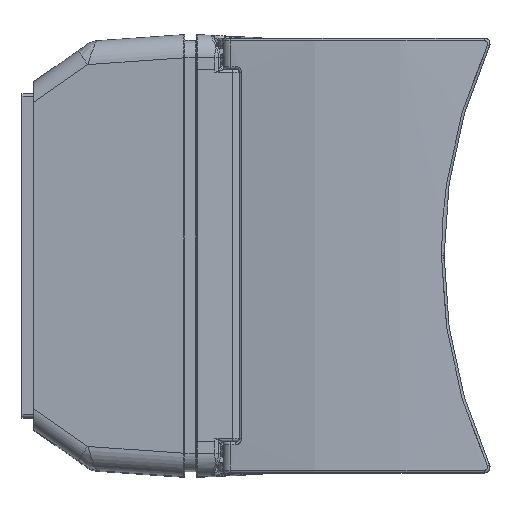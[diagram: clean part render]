
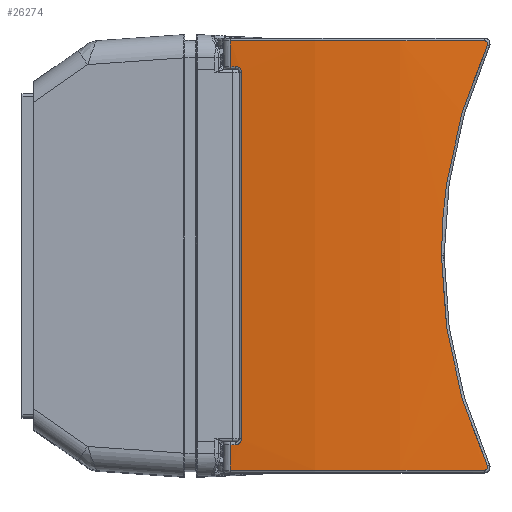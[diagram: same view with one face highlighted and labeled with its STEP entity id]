
A CAD part, top view. The second image highlights one B-rep face of the part: STEP entity #26274.
In plain terms, the highlighted cylindrical face has radius 125 mm (diameter 250 mm), a partial arc.
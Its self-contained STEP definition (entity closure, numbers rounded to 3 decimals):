
#24616=CARTESIAN_POINT('Line Origine',(35.755,18.71,48.38)) ;
#24620=CARTESIAN_POINT('Vertex',(35.755,31.5,48.38)) ;
#24622=CARTESIAN_POINT('Vertex',(35.755,-31.5,48.38)) ;
#24715=CARTESIAN_POINT('Control Point',(35.755,31.5,48.38)) ;
#24716=CARTESIAN_POINT('Control Point',(35.755,31.589,48.38)) ;
#24717=CARTESIAN_POINT('Control Point',(35.745,31.678,48.378)) ;
#24718=CARTESIAN_POINT('Control Point',(35.725,31.766,48.375)) ;
#24719=CARTESIAN_POINT('Control Point',(35.667,31.935,48.365)) ;
#24720=CARTESIAN_POINT('Control Point',(35.573,32.088,48.348)) ;
#24721=CARTESIAN_POINT('Control Point',(35.518,32.158,48.338)) ;
#24722=CARTESIAN_POINT('Control Point',(35.393,32.286,48.316)) ;
#24723=CARTESIAN_POINT('Control Point',(35.243,32.383,48.289)) ;
#24724=CARTESIAN_POINT('Control Point',(35.163,32.422,48.274)) ;
#24725=CARTESIAN_POINT('Control Point',(35.036,32.468,48.251)) ;
#24726=CARTESIAN_POINT('Control Point',(34.904,32.492,48.227)) ;
#24727=CARTESIAN_POINT('Control Point',(34.858,32.497,48.219)) ;
#24728=CARTESIAN_POINT('Control Point',(34.812,32.5,48.21)) ;
#24729=CARTESIAN_POINT('Control Point',(34.767,32.5,48.202)) ;
#24730=CARTESIAN_POINT('Vertex',(34.767,32.5,48.202)) ;
#26005=CARTESIAN_POINT('Vertex',(78.021,36.19,48.575)) ;
#26009=CARTESIAN_POINT('Control Point',(78.021,36.19,48.575)) ;
#26010=CARTESIAN_POINT('Control Point',(75.414,30.494,49.01)) ;
#26011=CARTESIAN_POINT('Control Point',(73.317,24.554,49.289)) ;
#26012=CARTESIAN_POINT('Control Point',(71.762,18.437,49.464)) ;
#26013=CARTESIAN_POINT('Control Point',(70.583,11.06,49.588)) ;
#26014=CARTESIAN_POINT('Control Point',(70.199,3.628,49.627)) ;
#26015=CARTESIAN_POINT('Control Point',(70.158,2.466,49.631)) ;
#26016=CARTESIAN_POINT('Control Point',(70.136,1.275,49.634)) ;
#26017=CARTESIAN_POINT('Control Point',(70.135,0.084,49.634)) ;
#26018=CARTESIAN_POINT('Control Point',(70.135,0.056,49.634)) ;
#26019=CARTESIAN_POINT('Control Point',(70.135,0.028,49.634)) ;
#26020=CARTESIAN_POINT('Control Point',(70.135,0.,49.634)) ;
#26021=CARTESIAN_POINT('Vertex',(70.135,0.,49.634)) ;
#26161=CARTESIAN_POINT('Vertex',(77.571,36.9,48.65)) ;
#26165=CARTESIAN_POINT('Control Point',(77.571,36.9,48.65)) ;
#26166=CARTESIAN_POINT('Control Point',(77.631,36.9,48.64)) ;
#26167=CARTESIAN_POINT('Control Point',(77.691,36.891,48.63)) ;
#26168=CARTESIAN_POINT('Control Point',(77.749,36.873,48.62)) ;
#26169=CARTESIAN_POINT('Control Point',(77.858,36.819,48.602)) ;
#26170=CARTESIAN_POINT('Control Point',(77.946,36.735,48.588)) ;
#26171=CARTESIAN_POINT('Control Point',(77.984,36.686,48.581)) ;
#26172=CARTESIAN_POINT('Control Point',(78.043,36.579,48.572)) ;
#26173=CARTESIAN_POINT('Control Point',(78.068,36.459,48.567)) ;
#26174=CARTESIAN_POINT('Control Point',(78.072,36.398,48.567)) ;
#26175=CARTESIAN_POINT('Control Point',(78.064,36.318,48.568)) ;
#26176=CARTESIAN_POINT('Control Point',(78.041,36.242,48.572)) ;
#26177=CARTESIAN_POINT('Control Point',(78.035,36.224,48.573)) ;
#26178=CARTESIAN_POINT('Control Point',(78.028,36.207,48.574)) ;
#26179=CARTESIAN_POINT('Control Point',(78.021,36.19,48.575)) ;
#26188=CARTESIAN_POINT('Axis2P3D Location',(57.457,18.189,-74.722)) ;
#26193=CARTESIAN_POINT('Line Origine',(33.804,18.189,48.02)) ;
#26197=CARTESIAN_POINT('Vertex',(33.804,32.5,48.02)) ;
#26199=CARTESIAN_POINT('Vertex',(33.804,36.9,48.02)) ;
#26202=CARTESIAN_POINT('Axis2P3D Location',(57.457,32.5,-74.722)) ;
#26208=CARTESIAN_POINT('Control Point',(35.755,-31.5,48.38)) ;
#26209=CARTESIAN_POINT('Control Point',(35.755,-31.893,48.38)) ;
#26210=CARTESIAN_POINT('Control Point',(35.546,-32.292,48.344)) ;
#26211=CARTESIAN_POINT('Control Point',(35.154,-32.5,48.273)) ;
#26212=CARTESIAN_POINT('Control Point',(34.767,-32.5,48.202)) ;
#26213=CARTESIAN_POINT('Vertex',(34.767,-32.5,48.202)) ;
#26216=CARTESIAN_POINT('Axis2P3D Location',(57.457,-32.5,-74.722)) ;
#26220=CARTESIAN_POINT('Vertex',(33.804,-32.5,48.02)) ;
#26223=CARTESIAN_POINT('Line Origine',(33.804,18.189,48.02)) ;
#26227=CARTESIAN_POINT('Vertex',(33.804,-36.9,48.02)) ;
#26230=CARTESIAN_POINT('Axis2P3D Location',(57.457,-36.9,-74.722)) ;
#26234=CARTESIAN_POINT('Vertex',(77.571,-36.9,48.65)) ;
#26238=CARTESIAN_POINT('Control Point',(77.571,-36.9,48.65)) ;
#26239=CARTESIAN_POINT('Control Point',(77.769,-36.9,48.617)) ;
#26240=CARTESIAN_POINT('Control Point',(77.968,-36.801,48.584)) ;
#26241=CARTESIAN_POINT('Control Point',(78.098,-36.597,48.562)) ;
#26242=CARTESIAN_POINT('Control Point',(78.104,-36.372,48.561)) ;
#26243=CARTESIAN_POINT('Control Point',(78.021,-36.19,48.575)) ;
#26244=CARTESIAN_POINT('Vertex',(78.021,-36.19,48.575)) ;
#26248=CARTESIAN_POINT('Control Point',(78.021,-36.19,48.575)) ;
#26249=CARTESIAN_POINT('Control Point',(74.145,-27.72,49.222)) ;
#26250=CARTESIAN_POINT('Control Point',(71.47,-18.673,49.499)) ;
#26251=CARTESIAN_POINT('Control Point',(70.135,-9.336,49.634)) ;
#26252=CARTESIAN_POINT('Control Point',(70.135,0.,49.634)) ;
#26254=CARTESIAN_POINT('Axis2P3D Location',(57.457,36.9,-74.722)) ;
#24617=DIRECTION('Vector Direction',(0.,1.,0.)) ;
#26189=DIRECTION('Axis2P3D Direction',(0.,1.,-0.)) ;
#26190=DIRECTION('Axis2P3D XDirection',(-0.201,0.,0.98)) ;
#26194=DIRECTION('Vector Direction',(0.,1.,0.)) ;
#26203=DIRECTION('Axis2P3D Direction',(0.,1.,-0.)) ;
#26217=DIRECTION('Axis2P3D Direction',(0.,1.,-0.)) ;
#26224=DIRECTION('Vector Direction',(0.,1.,0.)) ;
#26231=DIRECTION('Axis2P3D Direction',(0.,1.,-0.)) ;
#26255=DIRECTION('Axis2P3D Direction',(0.,1.,-0.)) ;
#26191=AXIS2_PLACEMENT_3D('Cylinder Axis2P3D',#26188,#26189,#26190) ;
#26204=AXIS2_PLACEMENT_3D('Circle Axis2P3D',#26202,#26203,$) ;
#26218=AXIS2_PLACEMENT_3D('Circle Axis2P3D',#26216,#26217,$) ;
#26232=AXIS2_PLACEMENT_3D('Circle Axis2P3D',#26230,#26231,$) ;
#26256=AXIS2_PLACEMENT_3D('Circle Axis2P3D',#26254,#26255,$) ;
#26260=ORIENTED_EDGE('',*,*,#26201,.F.) ;
#26261=ORIENTED_EDGE('',*,*,#26206,.F.) ;
#26262=ORIENTED_EDGE('',*,*,#24732,.F.) ;
#26263=ORIENTED_EDGE('',*,*,#24624,.T.) ;
#26264=ORIENTED_EDGE('',*,*,#26215,.T.) ;
#26265=ORIENTED_EDGE('',*,*,#26222,.T.) ;
#26266=ORIENTED_EDGE('',*,*,#26229,.T.) ;
#26267=ORIENTED_EDGE('',*,*,#26236,.T.) ;
#26268=ORIENTED_EDGE('',*,*,#26246,.T.) ;
#26269=ORIENTED_EDGE('',*,*,#26253,.T.) ;
#26270=ORIENTED_EDGE('',*,*,#26023,.F.) ;
#26271=ORIENTED_EDGE('',*,*,#26180,.F.) ;
#26272=ORIENTED_EDGE('',*,*,#26258,.F.) ;
#24618=VECTOR('Line Direction',#24617,1.) ;
#26195=VECTOR('Line Direction',#26194,1.) ;
#26225=VECTOR('Line Direction',#26224,1.) ;
#26274=ADVANCED_FACE('Body.10',(#26273),#26192,.T.) ;
#24714=B_SPLINE_CURVE_WITH_KNOTS('',5,(#24715,#24716,#24717,#24718,#24719,#24720,#24721,#24722,#24723,#24724,#24725,#24726,#24727,#24728,#24729),.UNSPECIFIED.,.F.,.U.,(6,3,3,3,6),(2.64,3.137,3.638,4.139,4.399),.UNSPECIFIED.) ;
#26008=B_SPLINE_CURVE_WITH_KNOTS('',5,(#26009,#26010,#26011,#26012,#26013,#26014,#26015,#26016,#26017,#26018,#26019,#26020),.UNSPECIFIED.,.F.,.U.,(6,3,3,6),(14.766,68.928,78.958,79.2),.UNSPECIFIED.) ;
#26164=B_SPLINE_CURVE_WITH_KNOTS('',5,(#26165,#26166,#26167,#26168,#26169,#26170,#26171,#26172,#26173,#26174,#26175,#26176,#26177,#26178,#26179),.UNSPECIFIED.,.F.,.U.,(6,3,3,3,6),(0.,0.428,0.857,1.285,1.417),.UNSPECIFIED.) ;
#26207=B_SPLINE_CURVE_WITH_KNOTS('',4,(#26208,#26209,#26210,#26211,#26212),.UNSPECIFIED.,.F.,.U.,(5,5),(2.64,4.399),.UNSPECIFIED.) ;
#26237=B_SPLINE_CURVE_WITH_KNOTS('',5,(#26238,#26239,#26240,#26241,#26242,#26243),.UNSPECIFIED.,.F.,.U.,(6,6),(0.,1.417),.UNSPECIFIED.) ;
#26247=B_SPLINE_CURVE_WITH_KNOTS('',4,(#26248,#26249,#26250,#26251,#26252),.UNSPECIFIED.,.F.,.U.,(5,5),(14.766,79.2),.UNSPECIFIED.) ;
#26205=CIRCLE('generated circle',#26204,125.) ;
#26219=CIRCLE('generated circle',#26218,125.) ;
#26233=CIRCLE('generated circle',#26232,125.) ;
#26257=CIRCLE('generated circle',#26256,125.) ;
#26192=CYLINDRICAL_SURFACE('generated cylinder',#26191,125.) ;
#24624=EDGE_CURVE('',#24621,#24623,#24619,.F.) ;
#24732=EDGE_CURVE('',#24621,#24731,#24714,.T.) ;
#26023=EDGE_CURVE('',#26006,#26022,#26008,.T.) ;
#26180=EDGE_CURVE('',#26162,#26006,#26164,.T.) ;
#26201=EDGE_CURVE('',#26198,#26200,#26196,.T.) ;
#26206=EDGE_CURVE('',#24731,#26198,#26205,.F.) ;
#26215=EDGE_CURVE('',#24623,#26214,#26207,.T.) ;
#26222=EDGE_CURVE('',#26214,#26221,#26219,.F.) ;
#26229=EDGE_CURVE('',#26221,#26228,#26226,.F.) ;
#26236=EDGE_CURVE('',#26228,#26235,#26233,.T.) ;
#26246=EDGE_CURVE('',#26235,#26245,#26237,.T.) ;
#26253=EDGE_CURVE('',#26245,#26022,#26247,.T.) ;
#26258=EDGE_CURVE('',#26200,#26162,#26257,.T.) ;
#26259=EDGE_LOOP('',(#26260,#26261,#26262,#26263,#26264,#26265,#26266,#26267,#26268,#26269,#26270,#26271,#26272)) ;
#26273=FACE_OUTER_BOUND('',#26259,.T.) ;
#24619=LINE('Line',#24616,#24618) ;
#26196=LINE('Line',#26193,#26195) ;
#26226=LINE('Line',#26223,#26225) ;
#24621=VERTEX_POINT('',#24620) ;
#24623=VERTEX_POINT('',#24622) ;
#24731=VERTEX_POINT('',#24730) ;
#26006=VERTEX_POINT('',#26005) ;
#26022=VERTEX_POINT('',#26021) ;
#26162=VERTEX_POINT('',#26161) ;
#26198=VERTEX_POINT('',#26197) ;
#26200=VERTEX_POINT('',#26199) ;
#26214=VERTEX_POINT('',#26213) ;
#26221=VERTEX_POINT('',#26220) ;
#26228=VERTEX_POINT('',#26227) ;
#26235=VERTEX_POINT('',#26234) ;
#26245=VERTEX_POINT('',#26244) ;
